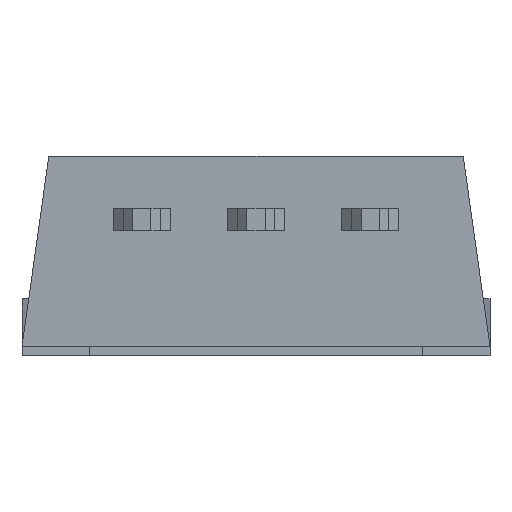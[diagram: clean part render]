
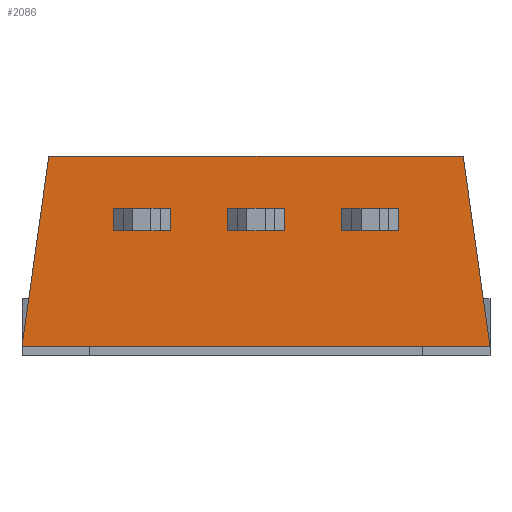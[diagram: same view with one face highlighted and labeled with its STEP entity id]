
A CAD part, front view. The second image highlights one B-rep face of the part: STEP entity #2086.
In plain terms, the highlighted planar face has unit normal (0, -1, 0).
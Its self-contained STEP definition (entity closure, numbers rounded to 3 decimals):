
#20 = CARTESIAN_POINT ( 'NONE',  ( 7.747, 4.064, -2.832 ) ) ;
#81 = VERTEX_POINT ( 'NONE', #1960 ) ;
#98 = CARTESIAN_POINT ( 'NONE',  ( 7.151, 4.064, 1.41 ) ) ;
#117 = VERTEX_POINT ( 'NONE', #2430 ) ;
#145 = CARTESIAN_POINT ( 'NONE',  ( 7.151, 4.064, 1.41 ) ) ;
#211 = LINE ( 'NONE', #20, #2309 ) ;
#571 = LINE ( 'NONE', #1316, #1345 ) ;
#694 = CARTESIAN_POINT ( 'NONE',  ( 7.747, 4.064, 1.41 ) ) ;
#716 = LINE ( 'NONE', #145, #1033 ) ;
#851 = EDGE_LOOP ( 'NONE', ( #1989, #896, #1447, #2164 ) ) ;
#896 = ORIENTED_EDGE ( 'NONE', *, *, #1975, .F. ) ;
#933 = EDGE_CURVE ( 'NONE', #2211, #2304, #716, .T. ) ;
#1033 = VECTOR ( 'NONE', #2055, 1000. ) ;
#1092 = EDGE_CURVE ( 'NONE', #81, #117, #1936, .T. ) ;
#1113 = AXIS2_PLACEMENT_3D ( 'NONE', #694, #2190, #2414 ) ;
#1316 = CARTESIAN_POINT ( 'NONE',  ( 7.747, 4.064, 1.41 ) ) ;
#1345 = VECTOR ( 'NONE', #2294, 1000. ) ;
#1447 = ORIENTED_EDGE ( 'NONE', *, *, #933, .F. ) ;
#1500 = CARTESIAN_POINT ( 'NONE',  ( -2.071, 4.064, 1.41 ) ) ;
#1516 = CARTESIAN_POINT ( 'NONE',  ( 7.747, 4.064, -2.832 ) ) ;
#1590 = VECTOR ( 'NONE', #2264, 1000. ) ;
#1930 = FACE_OUTER_BOUND ( 'NONE', #851, .T. ) ;
#1936 = LINE ( 'NONE', #1500, #1590 ) ;
#1960 = CARTESIAN_POINT ( 'NONE',  ( -2.071, 4.064, 1.41 ) ) ;
#1975 = EDGE_CURVE ( 'NONE', #2304, #117, #211, .T. ) ;
#1989 = ORIENTED_EDGE ( 'NONE', *, *, #1092, .T. ) ;
#2055 = DIRECTION ( 'NONE',  ( 0.139, 0., -0.99 ) ) ;
#2086 = ADVANCED_FACE ( 'NONE', ( #1930 ), #2320, .F. ) ;
#2164 = ORIENTED_EDGE ( 'NONE', *, *, #2317, .T. ) ;
#2190 = DIRECTION ( 'NONE',  ( 0., 1., 0. ) ) ;
#2211 = VERTEX_POINT ( 'NONE', #98 ) ;
#2264 = DIRECTION ( 'NONE',  ( -0.139, 0., -0.99 ) ) ;
#2294 = DIRECTION ( 'NONE',  ( -1., 0., 0. ) ) ;
#2304 = VERTEX_POINT ( 'NONE', #1516 ) ;
#2309 = VECTOR ( 'NONE', #2344, 1000. ) ;
#2317 = EDGE_CURVE ( 'NONE', #2211, #81, #571, .T. ) ;
#2320 = PLANE ( 'NONE',  #1113 ) ;
#2344 = DIRECTION ( 'NONE',  ( -1., 0., 0. ) ) ;
#2414 = DIRECTION ( 'NONE',  ( 0., 0., 1. ) ) ;
#2430 = CARTESIAN_POINT ( 'NONE',  ( -2.667, 4.064, -2.832 ) ) ;
